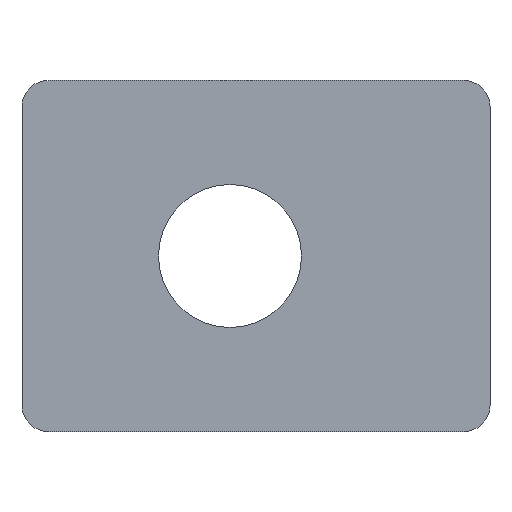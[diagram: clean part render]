
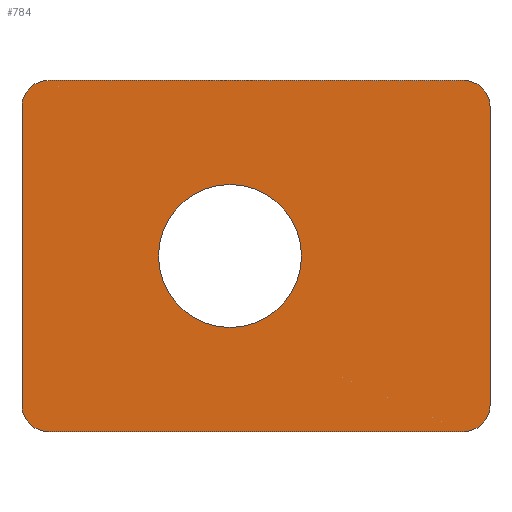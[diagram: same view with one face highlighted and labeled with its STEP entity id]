
A CAD part, front view. The second image highlights one B-rep face of the part: STEP entity #784.
In plain terms, the highlighted planar face has unit normal (0, -1, 0).
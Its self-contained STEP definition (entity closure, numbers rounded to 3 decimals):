
#29 = EDGE_CURVE ( 'NONE', #695, #575, #362, .T. ) ;
#31 = VERTEX_POINT ( 'NONE', #790 ) ;
#35 = CARTESIAN_POINT ( 'NONE',  ( 16., 0., -13.5 ) ) ;
#43 = ORIENTED_EDGE ( 'NONE', *, *, #505, .F. ) ;
#55 = DIRECTION ( 'NONE',  ( 0., 0., -1. ) ) ;
#71 = CIRCLE ( 'NONE', #521, 5.5 ) ;
#90 = DIRECTION ( 'NONE',  ( 0., -1., 0. ) ) ;
#102 = CARTESIAN_POINT ( 'NONE',  ( -2., 0., 5.5 ) ) ;
#111 = DIRECTION ( 'NONE',  ( 0., 0., -1. ) ) ;
#137 = VERTEX_POINT ( 'NONE', #748 ) ;
#139 = DIRECTION ( 'NONE',  ( 0., 0., -1. ) ) ;
#146 = CARTESIAN_POINT ( 'NONE',  ( -16., 0., -13.5 ) ) ;
#184 = ORIENTED_EDGE ( 'NONE', *, *, #29, .F. ) ;
#197 = DIRECTION ( 'NONE',  ( 0., -1., 0. ) ) ;
#207 = DIRECTION ( 'NONE',  ( 0., -1., 0. ) ) ;
#214 = DIRECTION ( 'NONE',  ( 0., 0., 1. ) ) ;
#251 = EDGE_CURVE ( 'NONE', #548, #318, #352, .T. ) ;
#252 = DIRECTION ( 'NONE',  ( 0., 0., -1. ) ) ;
#255 = CARTESIAN_POINT ( 'NONE',  ( -16., 0., 11.5 ) ) ;
#258 = AXIS2_PLACEMENT_3D ( 'NONE', #870, #197, #55 ) ;
#261 = CARTESIAN_POINT ( 'NONE',  ( -2., 0., 0. ) ) ;
#266 = DIRECTION ( 'NONE',  ( 0., 1., 0. ) ) ;
#274 = CIRCLE ( 'NONE', #474, 5.5 ) ;
#290 = FACE_BOUND ( 'NONE', #861, .T. ) ;
#305 = EDGE_CURVE ( 'NONE', #877, #137, #274, .T. ) ;
#310 = FACE_OUTER_BOUND ( 'NONE', #637, .T. ) ;
#318 = VERTEX_POINT ( 'NONE', #701 ) ;
#327 = VERTEX_POINT ( 'NONE', #35 ) ;
#334 = DIRECTION ( 'NONE',  ( 0., -1., 0. ) ) ;
#336 = ORIENTED_EDGE ( 'NONE', *, *, #414, .F. ) ;
#344 = EDGE_CURVE ( 'NONE', #31, #575, #783, .T. ) ;
#352 = CIRCLE ( 'NONE', #896, 2. ) ;
#358 = DIRECTION ( 'NONE',  ( 0., 0., 1. ) ) ;
#362 = LINE ( 'NONE', #737, #879 ) ;
#364 = DIRECTION ( 'NONE',  ( 0., 0., -1. ) ) ;
#411 = ORIENTED_EDGE ( 'NONE', *, *, #546, .T. ) ;
#414 = EDGE_CURVE ( 'NONE', #31, #318, #840, .T. ) ;
#416 = VECTOR ( 'NONE', #780, 1000. ) ;
#447 = DIRECTION ( 'NONE',  ( 0., -1., 0. ) ) ;
#452 = CARTESIAN_POINT ( 'NONE',  ( 16., 0., 11.5 ) ) ;
#463 = DIRECTION ( 'NONE',  ( 0., 0., -1. ) ) ;
#468 = LINE ( 'NONE', #898, #738 ) ;
#474 = AXIS2_PLACEMENT_3D ( 'NONE', #261, #776, #556 ) ;
#475 = CIRCLE ( 'NONE', #258, 2. ) ;
#496 = ORIENTED_EDGE ( 'NONE', *, *, #597, .T. ) ;
#505 = EDGE_CURVE ( 'NONE', #327, #733, #468, .T. ) ;
#521 = AXIS2_PLACEMENT_3D ( 'NONE', #580, #266, #358 ) ;
#542 = EDGE_CURVE ( 'NONE', #327, #688, #570, .T. ) ;
#546 = EDGE_CURVE ( 'NONE', #137, #877, #71, .T. ) ;
#548 = VERTEX_POINT ( 'NONE', #650 ) ;
#556 = DIRECTION ( 'NONE',  ( 0., 0., 1. ) ) ;
#560 = CARTESIAN_POINT ( 'NONE',  ( -18., 0., 11.5 ) ) ;
#570 = CIRCLE ( 'NONE', #646, 2. ) ;
#575 = VERTEX_POINT ( 'NONE', #560 ) ;
#580 = CARTESIAN_POINT ( 'NONE',  ( -2., 0., 0. ) ) ;
#597 = EDGE_CURVE ( 'NONE', #695, #733, #475, .T. ) ;
#637 = EDGE_LOOP ( 'NONE', ( #336, #746, #184, #496, #43, #937, #658, #670 ) ) ;
#646 = AXIS2_PLACEMENT_3D ( 'NONE', #782, #207, #111 ) ;
#650 = CARTESIAN_POINT ( 'NONE',  ( 18., 0., 11.5 ) ) ;
#658 = ORIENTED_EDGE ( 'NONE', *, *, #739, .F. ) ;
#659 = CARTESIAN_POINT ( 'NONE',  ( 0., 0., 0. ) ) ;
#664 = LINE ( 'NONE', #821, #881 ) ;
#665 = ORIENTED_EDGE ( 'NONE', *, *, #305, .T. ) ;
#670 = ORIENTED_EDGE ( 'NONE', *, *, #251, .T. ) ;
#688 = VERTEX_POINT ( 'NONE', #710 ) ;
#695 = VERTEX_POINT ( 'NONE', #788 ) ;
#701 = CARTESIAN_POINT ( 'NONE',  ( 16., 0., 13.5 ) ) ;
#710 = CARTESIAN_POINT ( 'NONE',  ( 18., 0., -11.5 ) ) ;
#733 = VERTEX_POINT ( 'NONE', #146 ) ;
#737 = CARTESIAN_POINT ( 'NONE',  ( -18., 0., 13.5 ) ) ;
#738 = VECTOR ( 'NONE', #824, 1000. ) ;
#739 = EDGE_CURVE ( 'NONE', #548, #688, #664, .T. ) ;
#746 = ORIENTED_EDGE ( 'NONE', *, *, #344, .T. ) ;
#748 = CARTESIAN_POINT ( 'NONE',  ( -2., 0., -5.5 ) ) ;
#776 = DIRECTION ( 'NONE',  ( 0., 1., 0. ) ) ;
#780 = DIRECTION ( 'NONE',  ( 1., 0., 0. ) ) ;
#782 = CARTESIAN_POINT ( 'NONE',  ( 16., 0., -11.5 ) ) ;
#783 = CIRCLE ( 'NONE', #812, 2. ) ;
#784 = ADVANCED_FACE ( 'NONE', ( #310, #290 ), #803, .T. ) ;
#788 = CARTESIAN_POINT ( 'NONE',  ( -18., 0., -11.5 ) ) ;
#790 = CARTESIAN_POINT ( 'NONE',  ( -16., 0., 13.5 ) ) ;
#803 = PLANE ( 'NONE',  #928 ) ;
#812 = AXIS2_PLACEMENT_3D ( 'NONE', #255, #334, #252 ) ;
#821 = CARTESIAN_POINT ( 'NONE',  ( 18., 0., 13.5 ) ) ;
#824 = DIRECTION ( 'NONE',  ( -1., 0., 0. ) ) ;
#840 = LINE ( 'NONE', #929, #416 ) ;
#861 = EDGE_LOOP ( 'NONE', ( #411, #665 ) ) ;
#870 = CARTESIAN_POINT ( 'NONE',  ( -16., 0., -11.5 ) ) ;
#877 = VERTEX_POINT ( 'NONE', #102 ) ;
#879 = VECTOR ( 'NONE', #214, 1000. ) ;
#881 = VECTOR ( 'NONE', #364, 1000. ) ;
#896 = AXIS2_PLACEMENT_3D ( 'NONE', #452, #90, #463 ) ;
#898 = CARTESIAN_POINT ( 'NONE',  ( -18., 0., -13.5 ) ) ;
#928 = AXIS2_PLACEMENT_3D ( 'NONE', #659, #447, #139 ) ;
#929 = CARTESIAN_POINT ( 'NONE',  ( -18., 0., 13.5 ) ) ;
#937 = ORIENTED_EDGE ( 'NONE', *, *, #542, .T. ) ;
